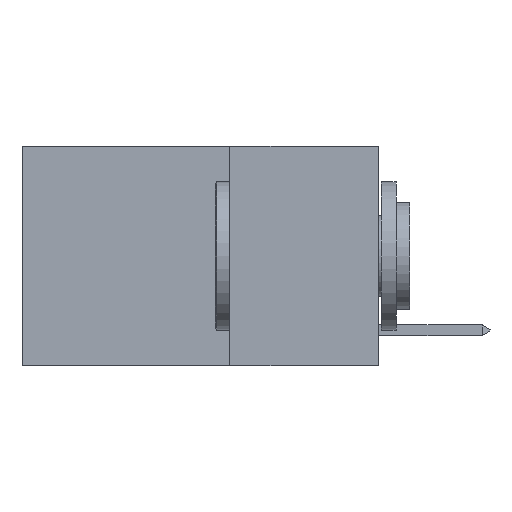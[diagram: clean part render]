
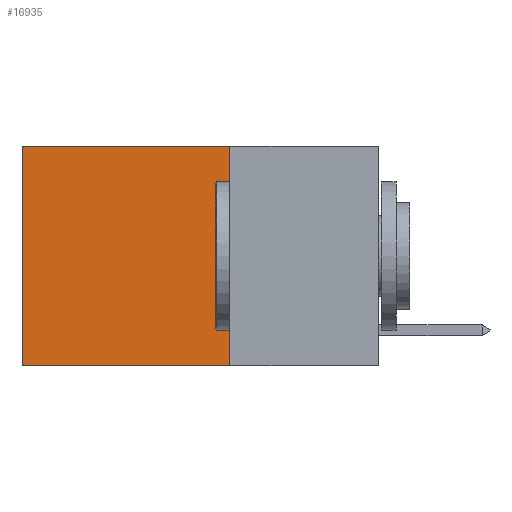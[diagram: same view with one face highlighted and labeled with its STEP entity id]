
A CAD part, left-side view. The second image highlights one B-rep face of the part: STEP entity #16935.
In plain terms, the highlighted planar face has unit normal (-1, 0, 0).
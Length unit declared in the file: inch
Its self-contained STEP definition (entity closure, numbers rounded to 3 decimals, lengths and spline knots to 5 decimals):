
#231 = VERTEX_POINT ( 'NONE', #4453 ) ;
#1083 = AXIS2_PLACEMENT_3D ( 'NONE', #6371, #18229, #8119 ) ;
#1135 = EDGE_CURVE ( 'NONE', #18243, #231, #13816, .T. ) ;
#1995 = CARTESIAN_POINT ( 'NONE',  ( 0.2625, 0.25, 0. ) ) ;
#2664 = EDGE_LOOP ( 'NONE', ( #11007, #4105, #10001, #7729 ) ) ;
#4105 = ORIENTED_EDGE ( 'NONE', *, *, #16541, .F. ) ;
#4453 = CARTESIAN_POINT ( 'NONE',  ( 0.2625, 0.6, -0.37 ) ) ;
#5050 = CARTESIAN_POINT ( 'NONE',  ( 0.2625, 0.25, -0.37 ) ) ;
#5154 = VERTEX_POINT ( 'NONE', #20449 ) ;
#6371 = CARTESIAN_POINT ( 'NONE',  ( 0.2625, 0.25, 0. ) ) ;
#7151 = CARTESIAN_POINT ( 'NONE',  ( 0.2625, 0.25, 0. ) ) ;
#7729 = ORIENTED_EDGE ( 'NONE', *, *, #20006, .T. ) ;
#7822 = EDGE_CURVE ( 'NONE', #5154, #13307, #8230, .T. ) ;
#8065 = CARTESIAN_POINT ( 'NONE',  ( 0.2625, 0.25, -0.37 ) ) ;
#8119 = DIRECTION ( 'NONE',  ( 0., 0., -1. ) ) ;
#8230 = LINE ( 'NONE', #7151, #12744 ) ;
#9321 = VECTOR ( 'NONE', #17227, 39.37008 ) ;
#10001 = ORIENTED_EDGE ( 'NONE', *, *, #7822, .F. ) ;
#11007 = ORIENTED_EDGE ( 'NONE', *, *, #1135, .T. ) ;
#11170 = DIRECTION ( 'NONE',  ( 0., 0., -1. ) ) ;
#12419 = CARTESIAN_POINT ( 'NONE',  ( 0.2625, 0.6, 0. ) ) ;
#12744 = VECTOR ( 'NONE', #20637, 39.37008 ) ;
#13201 = FACE_OUTER_BOUND ( 'NONE', #2664, .T. ) ;
#13288 = LINE ( 'NONE', #1995, #9321 ) ;
#13307 = VERTEX_POINT ( 'NONE', #5050 ) ;
#13816 = LINE ( 'NONE', #12419, #17764 ) ;
#14859 = DIRECTION ( 'NONE',  ( 0., 1., 0. ) ) ;
#15599 = VECTOR ( 'NONE', #14859, 39.37008 ) ;
#16531 = PLANE ( 'NONE',  #1083 ) ;
#16541 = EDGE_CURVE ( 'NONE', #13307, #231, #16632, .T. ) ;
#16632 = LINE ( 'NONE', #8065, #15599 ) ;
#16935 = ADVANCED_FACE ( 'NONE', ( #13201 ), #16531, .F. ) ;
#17227 = DIRECTION ( 'NONE',  ( 0., 1., 0. ) ) ;
#17764 = VECTOR ( 'NONE', #11170, 39.37008 ) ;
#18174 = CARTESIAN_POINT ( 'NONE',  ( 0.2625, 0.6, 0. ) ) ;
#18229 = DIRECTION ( 'NONE',  ( 1., 0., 0. ) ) ;
#18243 = VERTEX_POINT ( 'NONE', #18174 ) ;
#20006 = EDGE_CURVE ( 'NONE', #5154, #18243, #13288, .T. ) ;
#20449 = CARTESIAN_POINT ( 'NONE',  ( 0.2625, 0.25, 0. ) ) ;
#20637 = DIRECTION ( 'NONE',  ( 0., 0., -1. ) ) ;
